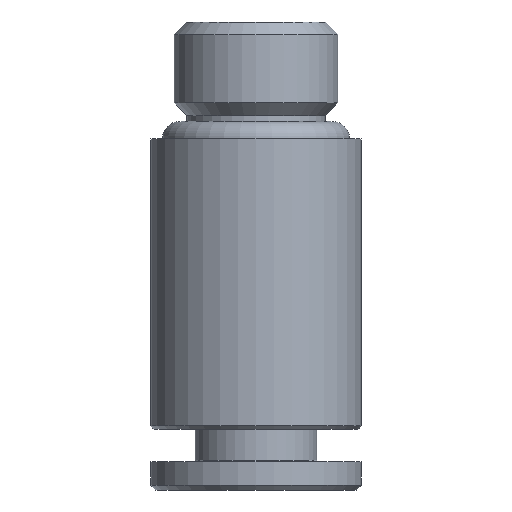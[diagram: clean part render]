
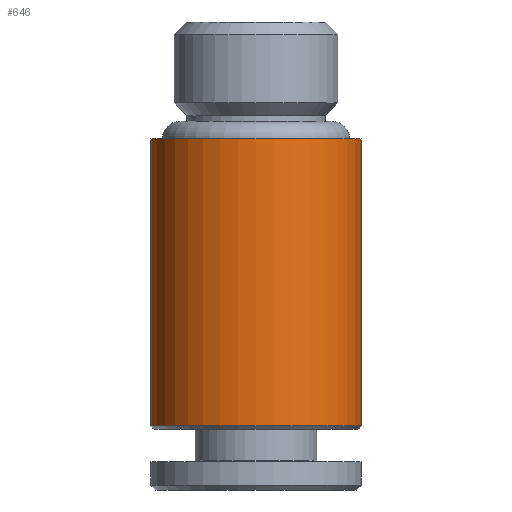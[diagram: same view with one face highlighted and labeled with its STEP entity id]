
A CAD part, front view. The second image highlights one B-rep face of the part: STEP entity #646.
In plain terms, the highlighted cylindrical face has radius 4.5 mm (diameter 9 mm), a full revolution.
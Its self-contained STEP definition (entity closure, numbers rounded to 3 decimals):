
#61=CYLINDRICAL_SURFACE('',#702,4.5);
#123=ORIENTED_EDGE('',*,*,#210,.T.);
#124=ORIENTED_EDGE('',*,*,#209,.F.);
#209=EDGE_CURVE('',#258,#258,#289,.T.);
#210=EDGE_CURVE('',#259,#259,#290,.T.);
#258=VERTEX_POINT('',#942);
#259=VERTEX_POINT('',#945);
#289=CIRCLE('',#701,4.5);
#290=CIRCLE('',#703,4.5);
#322=EDGE_LOOP('',(#123));
#323=EDGE_LOOP('',(#124));
#374=FACE_BOUND('',#322,.T.);
#375=FACE_BOUND('',#323,.T.);
#646=ADVANCED_FACE('',(#374,#375),#61,.T.);
#701=AXIS2_PLACEMENT_3D('',#941,#791,#792);
#702=AXIS2_PLACEMENT_3D('',#943,#793,#794);
#703=AXIS2_PLACEMENT_3D('',#944,#795,#796);
#791=DIRECTION('',(0.,0.,-1.));
#792=DIRECTION('',(-1.,0.,0.));
#793=DIRECTION('',(0.,0.,-1.));
#794=DIRECTION('',(-1.,0.,0.));
#795=DIRECTION('',(0.,0.,-1.));
#796=DIRECTION('',(-1.,0.,0.));
#941=CARTESIAN_POINT('',(0.,0.,2.741));
#942=CARTESIAN_POINT('',(-4.5,0.,2.741));
#943=CARTESIAN_POINT('',(0.,0.,0.));
#944=CARTESIAN_POINT('',(0.,0.,15.));
#945=CARTESIAN_POINT('',(-4.5,0.,15.));
